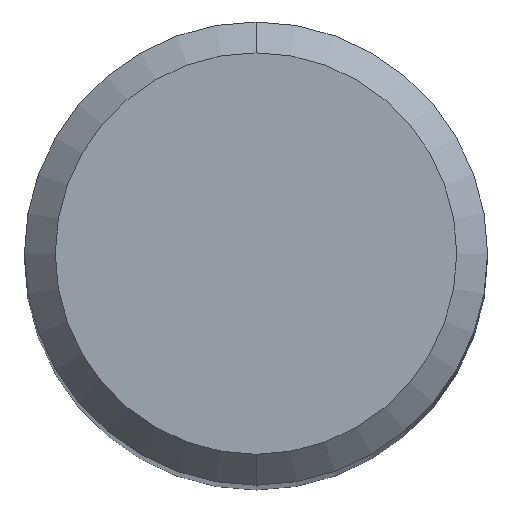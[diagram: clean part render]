
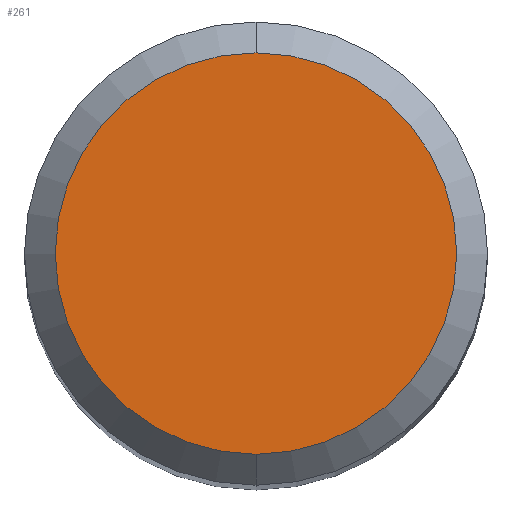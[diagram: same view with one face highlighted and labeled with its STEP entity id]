
A CAD part, top view. The second image highlights one B-rep face of the part: STEP entity #261.
In plain terms, the highlighted planar face has unit normal (0, 0, 1).
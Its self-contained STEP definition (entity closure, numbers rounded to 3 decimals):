
#207=EDGE_CURVE('',#357,#247,#517,.T.);
#247=VERTEX_POINT('',#561);
#261=ADVANCED_FACE('',(#576),#577,.T.);
#335=EDGE_CURVE('',#247,#357,#658,.T.);
#357=VERTEX_POINT('',#682);
#517=CIRCLE('',#903,2.6);
#561=CARTESIAN_POINT('',(0.0,2.6,0.0));
#576=FACE_OUTER_BOUND('',#1043,.T.);
#577=PLANE('',#1044);
#658=CIRCLE('',#1172,2.6);
#682=CARTESIAN_POINT('',(0.,-2.6,0.0));
#903=AXIS2_PLACEMENT_3D('',#1489,#1490,#1491);
#1043=EDGE_LOOP('',(#1549,#1550));
#1044=AXIS2_PLACEMENT_3D('',#1551,#1552,#1553);
#1172=AXIS2_PLACEMENT_3D('',#1638,#1639,#1640);
#1489=CARTESIAN_POINT('',(0.0,0.0,0.0));
#1490=DIRECTION('',(0.0,0.0,-1.0));
#1491=DIRECTION('',(0.0,1.0,0.0));
#1549=ORIENTED_EDGE('',*,*,#335,.F.);
#1550=ORIENTED_EDGE('',*,*,#207,.F.);
#1551=CARTESIAN_POINT('',(0.0,1.3,0.0));
#1552=DIRECTION('',(-0.0,0.0,1.0));
#1553=DIRECTION('',(0.0,-1.0,0.0));
#1638=CARTESIAN_POINT('',(0.0,0.0,0.0));
#1639=DIRECTION('',(0.0,0.0,-1.0));
#1640=DIRECTION('',(0.0,1.0,0.0));
